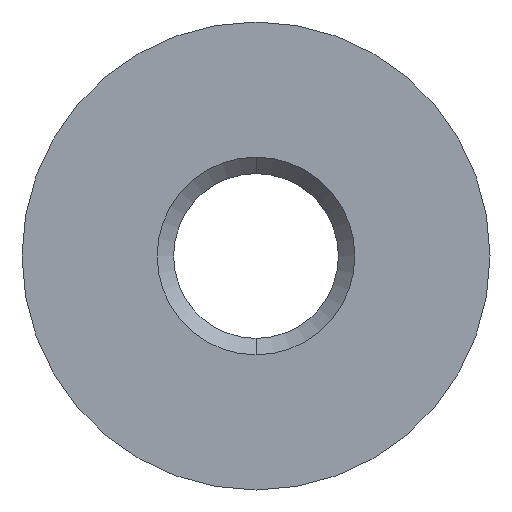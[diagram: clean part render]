
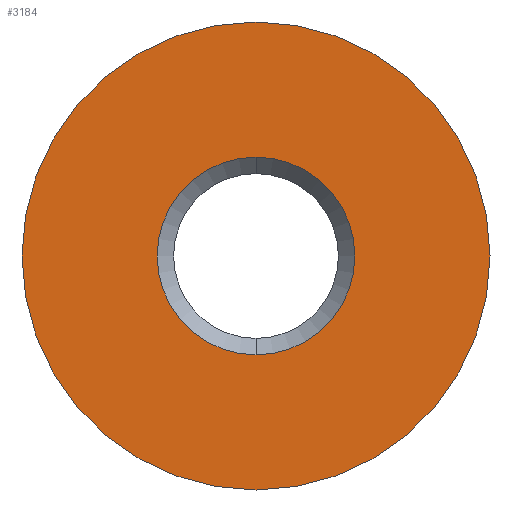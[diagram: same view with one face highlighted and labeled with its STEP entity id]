
A CAD part, front view. The second image highlights one B-rep face of the part: STEP entity #3184.
In plain terms, the highlighted planar face has unit normal (0, -1, 0).
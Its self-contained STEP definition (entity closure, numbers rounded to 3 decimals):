
#412 = CIRCLE ( 'NONE', #4079, 1.5 ) ;
#608 = AXIS2_PLACEMENT_3D ( 'NONE', #3859, #995, #1404 ) ;
#624 = CARTESIAN_POINT ( 'NONE',  ( 0., 0., 0. ) ) ;
#744 = EDGE_LOOP ( 'NONE', ( #3523, #1104 ) ) ;
#925 = CARTESIAN_POINT ( 'NONE',  ( 0., 0., -1.5 ) ) ;
#995 = DIRECTION ( 'NONE',  ( 0., 1., 0. ) ) ;
#1036 = CARTESIAN_POINT ( 'NONE',  ( 0., 0., 3.55 ) ) ;
#1104 = ORIENTED_EDGE ( 'NONE', *, *, #3455, .F. ) ;
#1380 = PLANE ( 'NONE',  #608 ) ;
#1404 = DIRECTION ( 'NONE',  ( 0., 0., 1. ) ) ;
#1604 = DIRECTION ( 'NONE',  ( 0., -1., 0. ) ) ;
#1617 = FACE_BOUND ( 'NONE', #1910, .T. ) ;
#1778 = EDGE_CURVE ( 'NONE', #3032, #3832, #412, .T. ) ;
#1876 = EDGE_CURVE ( 'NONE', #3990, #1991, #4133, .T. ) ;
#1903 = CARTESIAN_POINT ( 'NONE',  ( 0., 0., -3.55 ) ) ;
#1910 = EDGE_LOOP ( 'NONE', ( #4613, #4290 ) ) ;
#1991 = VERTEX_POINT ( 'NONE', #1903 ) ;
#2279 = FACE_OUTER_BOUND ( 'NONE', #744, .T. ) ;
#2515 = CIRCLE ( 'NONE', #3460, 1.5 ) ;
#2618 = DIRECTION ( 'NONE',  ( 0., 0., 1. ) ) ;
#2865 = DIRECTION ( 'NONE',  ( 0., 1., 0. ) ) ;
#2960 = EDGE_CURVE ( 'NONE', #3832, #3032, #2515, .T. ) ;
#3027 = DIRECTION ( 'NONE',  ( 0., 1., 0. ) ) ;
#3032 = VERTEX_POINT ( 'NONE', #4504 ) ;
#3184 = ADVANCED_FACE ( 'NONE', ( #1617, #2279 ), #1380, .F. ) ;
#3352 = CARTESIAN_POINT ( 'NONE',  ( 0., 0., 0. ) ) ;
#3381 = CARTESIAN_POINT ( 'NONE',  ( 0., 0., 0. ) ) ;
#3405 = DIRECTION ( 'NONE',  ( 0., 0., -1. ) ) ;
#3455 = EDGE_CURVE ( 'NONE', #1991, #3990, #3657, .T. ) ;
#3460 = AXIS2_PLACEMENT_3D ( 'NONE', #3381, #1604, #3405 ) ;
#3509 = CARTESIAN_POINT ( 'NONE',  ( 0., 0., 0. ) ) ;
#3523 = ORIENTED_EDGE ( 'NONE', *, *, #1876, .F. ) ;
#3616 = AXIS2_PLACEMENT_3D ( 'NONE', #3352, #3027, #2618 ) ;
#3657 = CIRCLE ( 'NONE', #3616, 3.55 ) ;
#3730 = AXIS2_PLACEMENT_3D ( 'NONE', #3509, #2865, #3880 ) ;
#3832 = VERTEX_POINT ( 'NONE', #925 ) ;
#3851 = DIRECTION ( 'NONE',  ( 0., 0., -1. ) ) ;
#3859 = CARTESIAN_POINT ( 'NONE',  ( 0., 0., 0. ) ) ;
#3880 = DIRECTION ( 'NONE',  ( 0., 0., 1. ) ) ;
#3990 = VERTEX_POINT ( 'NONE', #1036 ) ;
#4079 = AXIS2_PLACEMENT_3D ( 'NONE', #624, #4150, #3851 ) ;
#4133 = CIRCLE ( 'NONE', #3730, 3.55 ) ;
#4150 = DIRECTION ( 'NONE',  ( 0., -1., 0. ) ) ;
#4290 = ORIENTED_EDGE ( 'NONE', *, *, #1778, .F. ) ;
#4504 = CARTESIAN_POINT ( 'NONE',  ( 0., 0., 1.5 ) ) ;
#4613 = ORIENTED_EDGE ( 'NONE', *, *, #2960, .F. ) ;
